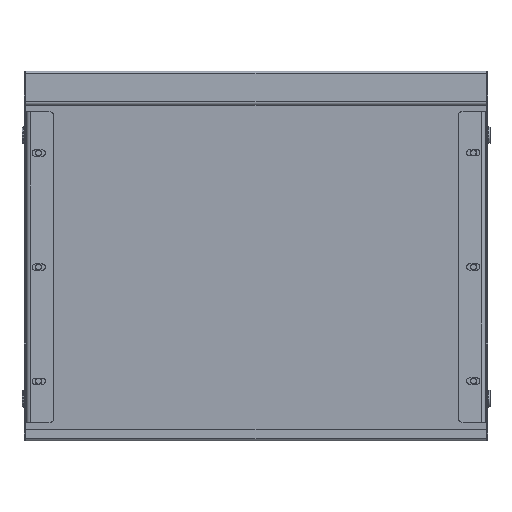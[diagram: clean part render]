
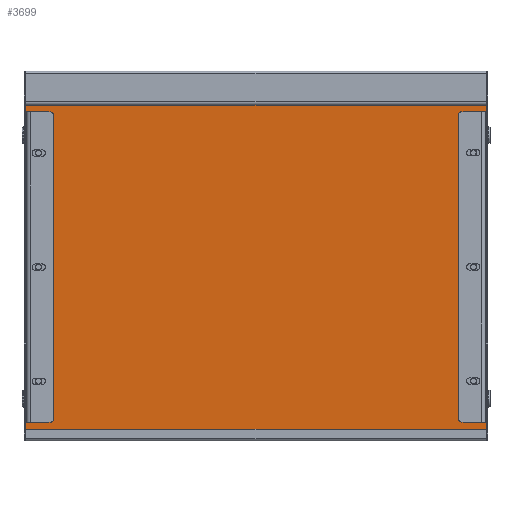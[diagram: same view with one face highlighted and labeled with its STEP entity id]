
A CAD part, front view. The second image highlights one B-rep face of the part: STEP entity #3699.
In plain terms, the highlighted planar face has unit normal (0, -0.998, -0.059).
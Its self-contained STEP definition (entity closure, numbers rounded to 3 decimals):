
#110 = VERTEX_POINT ( 'NONE', #3597 ) ;
#118 = DIRECTION ( 'NONE',  ( 0., 0.059, -0.998 ) ) ;
#160 = VERTEX_POINT ( 'NONE', #12240 ) ;
#516 = LINE ( 'NONE', #1728, #11810 ) ;
#533 = CARTESIAN_POINT ( 'NONE',  ( 201.5, 36.951, -320.72 ) ) ;
#556 = LINE ( 'NONE', #12271, #7062 ) ;
#1062 = CARTESIAN_POINT ( 'NONE',  ( 201.5, 37.139, -323.914 ) ) ;
#1414 = DIRECTION ( 'NONE',  ( -1., 0., 0. ) ) ;
#1625 = EDGE_LOOP ( 'NONE', ( #3066, #11584, #13803, #4022 ) ) ;
#1728 = CARTESIAN_POINT ( 'NONE',  ( -201.5, 18.186, -3.006 ) ) ;
#1905 = EDGE_CURVE ( 'NONE', #160, #110, #516, .T. ) ;
#2483 = DIRECTION ( 'NONE',  ( 0., -0.059, 0.998 ) ) ;
#2853 = FACE_OUTER_BOUND ( 'NONE', #1625, .T. ) ;
#3066 = ORIENTED_EDGE ( 'NONE', *, *, #11168, .F. ) ;
#3597 = CARTESIAN_POINT ( 'NONE',  ( 201.5, 18.186, -3.006 ) ) ;
#3699 = ADVANCED_FACE ( 'NONE', ( #2853 ), #7210, .T. ) ;
#4022 = ORIENTED_EDGE ( 'NONE', *, *, #1905, .F. ) ;
#4871 = CARTESIAN_POINT ( 'NONE',  ( -201.5, 36.951, -320.72 ) ) ;
#4875 = DIRECTION ( 'NONE',  ( 1., 0., 0. ) ) ;
#6145 = CARTESIAN_POINT ( 'NONE',  ( 0., 17.941, 1.148 ) ) ;
#6480 = LINE ( 'NONE', #1062, #12448 ) ;
#7062 = VECTOR ( 'NONE', #2483, 1000. ) ;
#7210 = PLANE ( 'NONE',  #8505 ) ;
#8094 = EDGE_CURVE ( 'NONE', #110, #10306, #6480, .T. ) ;
#8113 = EDGE_CURVE ( 'NONE', #10306, #9398, #9842, .T. ) ;
#8505 = AXIS2_PLACEMENT_3D ( 'NONE', #6145, #10509, #118 ) ;
#9398 = VERTEX_POINT ( 'NONE', #4871 ) ;
#9842 = LINE ( 'NONE', #11264, #10412 ) ;
#10306 = VERTEX_POINT ( 'NONE', #533 ) ;
#10412 = VECTOR ( 'NONE', #1414, 1000. ) ;
#10509 = DIRECTION ( 'NONE',  ( 0., -0.998, -0.059 ) ) ;
#11168 = EDGE_CURVE ( 'NONE', #9398, #160, #556, .T. ) ;
#11264 = CARTESIAN_POINT ( 'NONE',  ( 201.5, 36.951, -320.72 ) ) ;
#11584 = ORIENTED_EDGE ( 'NONE', *, *, #8113, .F. ) ;
#11810 = VECTOR ( 'NONE', #4875, 1000. ) ;
#12240 = CARTESIAN_POINT ( 'NONE',  ( -201.5, 18.186, -3.006 ) ) ;
#12271 = CARTESIAN_POINT ( 'NONE',  ( -201.5, 18.097, -1.5 ) ) ;
#12448 = VECTOR ( 'NONE', #13127, 1000. ) ;
#13127 = DIRECTION ( 'NONE',  ( 0., 0.059, -0.998 ) ) ;
#13803 = ORIENTED_EDGE ( 'NONE', *, *, #8094, .F. ) ;
